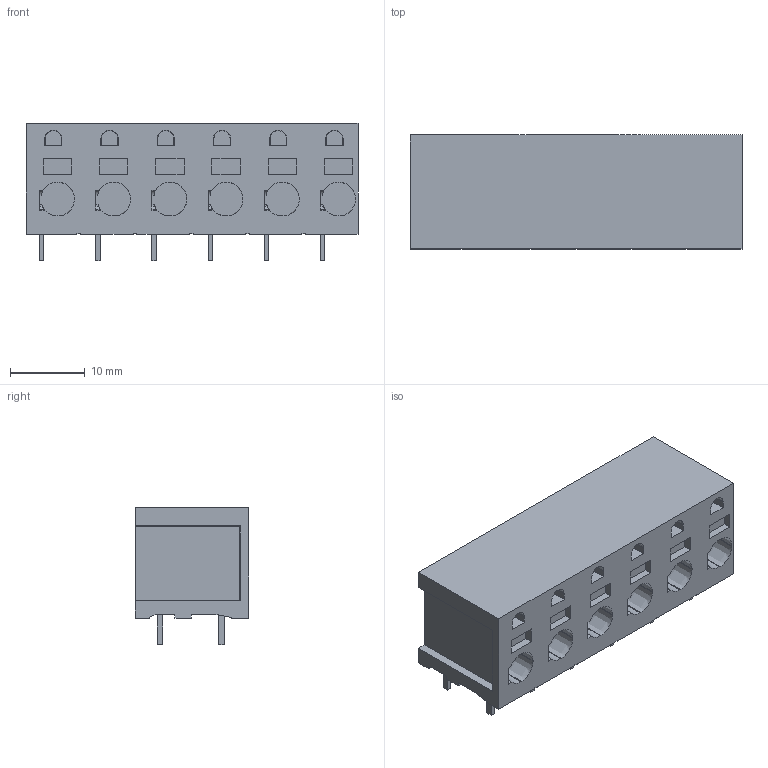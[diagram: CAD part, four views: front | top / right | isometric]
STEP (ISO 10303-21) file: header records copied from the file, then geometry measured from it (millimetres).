
FILE_DESCRIPTION(('CATIA V5R24 STEP','CAx-IF Rec.Pracs.--- Model Styling and Organization---1.4--- 2014-01-23'),'2;1');
FILE_NAME ('1115298-1_0', '2020-02-04T07:34:16+00:00', ('Weidmueller Interface'), ('Weidmueller'), 'CATIA Version 5-6 Release 2016 SP3 HF44', 'CATIA V5 STEP AP214', 'none');
FILE_SCHEMA(('AUTOMOTIVE_DESIGN { 1 0 10303 214 1 1 1 1 }'));
Length unit declared in the file: millimetre
Products named in the file (1): 2667460000
Bounding box: 44.3 x 15.2 x 18.3 mm (x, y, z)
Volume: 9161.7 mm3; surface area: 3924.5 mm2
Topology: 13 solids, 13 shells, 398 faces, 1038 edges, 684 vertices
Faces by surface type: plane 308, extrusion 66, cylinder 18, cone 6
Entity records: 12141 total; most frequent: CARTESIAN_POINT 3250, ORIENTED_EDGE 2076, DIRECTION 1311, EDGE_CURVE 1038, VECTOR 931, LINE 865, VERTEX_POINT 684, EDGE_LOOP 416
